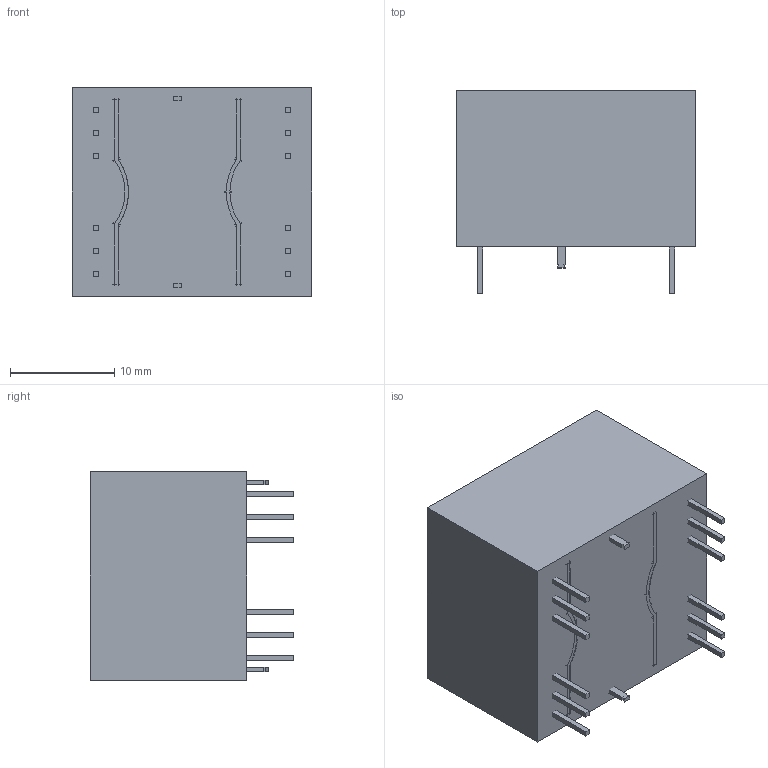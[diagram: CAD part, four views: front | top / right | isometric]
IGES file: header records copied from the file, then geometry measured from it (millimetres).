
Start section: SolidWorks IGES file using analytic representation for surfaces
Global section: file name: RM6_6915_C0222.IGS; native system: SolidWorks 2017; preprocessor: SolidWorks 2017; author: steve.waege; date: 180524.124616; units: inch
Bounding box: 23 x 19.52 x 20.07 mm (x, y, z)
Surface area: 6014.4 mm2 (no closed solid volume)
Topology: 0 solids, 0 shells, 872 faces, 6471 edges, 6435 vertices
Faces by surface type: bspline 466, revolution 406
